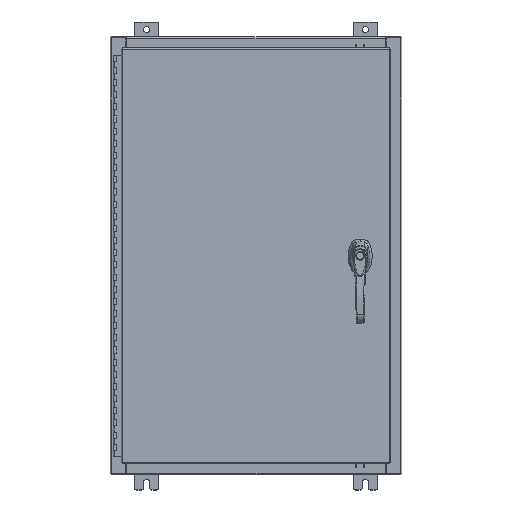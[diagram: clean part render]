
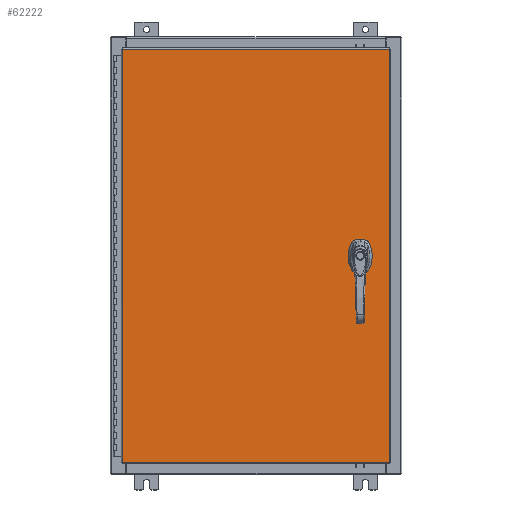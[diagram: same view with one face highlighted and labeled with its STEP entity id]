
A CAD part, top view. The second image highlights one B-rep face of the part: STEP entity #62222.
In plain terms, the highlighted planar face has unit normal (0, 0, 1).
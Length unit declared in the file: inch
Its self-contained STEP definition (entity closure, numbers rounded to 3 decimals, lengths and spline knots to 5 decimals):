
#11 = EDGE_CURVE ( 'NONE', #7998, #93115, #110908, .T. ) ;
#351 = EDGE_CURVE ( 'NONE', #122092, #117305, #43129, .T. ) ;
#975 = CARTESIAN_POINT ( 'NONE',  ( 8.175, -0.20023, 0. ) ) ;
#3001 = CARTESIAN_POINT ( 'NONE',  ( 8.77823, -0.403, 0. ) ) ;
#3919 = DIRECTION ( 'NONE',  ( -1., 0., 0. ) ) ;
#7465 = CIRCLE ( 'NONE', #8521, 0.45 ) ;
#7642 = EDGE_CURVE ( 'NONE', #115128, #91532, #14307, .T. ) ;
#7685 = CIRCLE ( 'NONE', #31476, 0.45 ) ;
#7998 = VERTEX_POINT ( 'NONE', #32029 ) ;
#8025 = CARTESIAN_POINT ( 'NONE',  ( -10.9903, -17.0063, 0. ) ) ;
#8521 = AXIS2_PLACEMENT_3D ( 'NONE', #36476, #102349, #45942 ) ;
#8564 = DIRECTION ( 'NONE',  ( 0., 0., 1. ) ) ;
#11053 = VERTEX_POINT ( 'NONE', #23682 ) ;
#11772 = DIRECTION ( 'NONE',  ( 0., -1., 0. ) ) ;
#12650 = CARTESIAN_POINT ( 'NONE',  ( 8.37777, -0.403, 0. ) ) ;
#14297 = EDGE_CURVE ( 'NONE', #35164, #35929, #7465, .T. ) ;
#14307 = LINE ( 'NONE', #30699, #61341 ) ;
#15648 = ORIENTED_EDGE ( 'NONE', *, *, #54053, .T. ) ;
#16218 = CARTESIAN_POINT ( 'NONE',  ( 8.981, 0., 0. ) ) ;
#16937 = FACE_BOUND ( 'NONE', #95729, .T. ) ;
#17223 = LINE ( 'NONE', #16218, #64242 ) ;
#17722 = EDGE_LOOP ( 'NONE', ( #84434, #110375 ) ) ;
#19656 = LINE ( 'NONE', #26519, #116760 ) ;
#19740 = LINE ( 'NONE', #86904, #116836 ) ;
#20950 = EDGE_CURVE ( 'NONE', #24269, #122092, #44202, .T. ) ;
#22829 = FACE_BOUND ( 'NONE', #17722, .T. ) ;
#23682 = CARTESIAN_POINT ( 'NONE',  ( 8.981, 0.20023, 0. ) ) ;
#24269 = VERTEX_POINT ( 'NONE', #98482 ) ;
#24667 = DIRECTION ( 'NONE',  ( 0., 0., 1. ) ) ;
#26009 = EDGE_CURVE ( 'NONE', #93115, #7998, #105433, .T. ) ;
#26519 = CARTESIAN_POINT ( 'NONE',  ( -10.9903, -17.0063, 0. ) ) ;
#30582 = DIRECTION ( 'NONE',  ( 0., -1., 0. ) ) ;
#30699 = CARTESIAN_POINT ( 'NONE',  ( 8.175, 0., 0. ) ) ;
#30906 = AXIS2_PLACEMENT_3D ( 'NONE', #97737, #60205, #3919 ) ;
#31067 = DIRECTION ( 'NONE',  ( 0., 0., 1. ) ) ;
#31476 = AXIS2_PLACEMENT_3D ( 'NONE', #80979, #24667, #90502 ) ;
#31874 = ORIENTED_EDGE ( 'NONE', *, *, #100029, .T. ) ;
#31938 = CIRCLE ( 'NONE', #62597, 0.45 ) ;
#32029 = CARTESIAN_POINT ( 'NONE',  ( 8.7495, -1.338, 0. ) ) ;
#33546 = AXIS2_PLACEMENT_3D ( 'NONE', #63474, #63059, #62660 ) ;
#35164 = VERTEX_POINT ( 'NONE', #3001 ) ;
#35929 = VERTEX_POINT ( 'NONE', #39808 ) ;
#36093 = CARTESIAN_POINT ( 'NONE',  ( 0., -0.403, 0. ) ) ;
#36476 = CARTESIAN_POINT ( 'NONE',  ( 8.578, 0., 0. ) ) ;
#37852 = CARTESIAN_POINT ( 'NONE',  ( 8.578, 0., 0. ) ) ;
#39778 = ORIENTED_EDGE ( 'NONE', *, *, #103309, .F. ) ;
#39808 = CARTESIAN_POINT ( 'NONE',  ( 8.981, -0.20023, 0. ) ) ;
#39982 = CARTESIAN_POINT ( 'NONE',  ( 10.9903, 17.0063, 0. ) ) ;
#40190 = CARTESIAN_POINT ( 'NONE',  ( 0., 0.403, 0. ) ) ;
#41830 = EDGE_CURVE ( 'NONE', #88134, #115128, #97332, .T. ) ;
#43129 = LINE ( 'NONE', #83926, #112325 ) ;
#44202 = LINE ( 'NONE', #60151, #91327 ) ;
#45532 = DIRECTION ( 'NONE',  ( 1., 0., 0. ) ) ;
#45942 = DIRECTION ( 'NONE',  ( 1., 0., 0. ) ) ;
#47156 = LINE ( 'NONE', #36093, #69231 ) ;
#47296 = DIRECTION ( 'NONE',  ( 1., 0., 0. ) ) ;
#47751 = EDGE_CURVE ( 'NONE', #11053, #35929, #17223, .T. ) ;
#48137 = CARTESIAN_POINT ( 'NONE',  ( 8.37777, 0.403, 0. ) ) ;
#48306 = VERTEX_POINT ( 'NONE', #8025 ) ;
#50773 = PLANE ( 'NONE',  #30906 ) ;
#54053 = EDGE_CURVE ( 'NONE', #48306, #24269, #19656, .T. ) ;
#54819 = ORIENTED_EDGE ( 'NONE', *, *, #41830, .F. ) ;
#55661 = ORIENTED_EDGE ( 'NONE', *, *, #14297, .F. ) ;
#60151 = CARTESIAN_POINT ( 'NONE',  ( 10.9903, -17.0063, 0. ) ) ;
#60205 = DIRECTION ( 'NONE',  ( 0., 0., -1. ) ) ;
#61006 = FACE_OUTER_BOUND ( 'NONE', #94578, .T. ) ;
#61341 = VECTOR ( 'NONE', #11772, 39.37008 ) ;
#62222 = ADVANCED_FACE ( 'NONE', ( #22829, #61006, #16937 ), #50773, .F. ) ;
#62597 = AXIS2_PLACEMENT_3D ( 'NONE', #64872, #8564, #74339 ) ;
#62660 = DIRECTION ( 'NONE',  ( 1., 0., 0. ) ) ;
#63059 = DIRECTION ( 'NONE',  ( 0., 0., 1. ) ) ;
#63474 = CARTESIAN_POINT ( 'NONE',  ( 8.578, -1.338, 0. ) ) ;
#64242 = VECTOR ( 'NONE', #82001, 39.37008 ) ;
#64718 = EDGE_CURVE ( 'NONE', #70136, #88134, #101907, .T. ) ;
#64872 = CARTESIAN_POINT ( 'NONE',  ( 8.578, 0., 0. ) ) ;
#68701 = ORIENTED_EDGE ( 'NONE', *, *, #64718, .F. ) ;
#69076 = AXIS2_PLACEMENT_3D ( 'NONE', #87411, #31067, #96888 ) ;
#69231 = VECTOR ( 'NONE', #45532, 39.37008 ) ;
#69751 = CARTESIAN_POINT ( 'NONE',  ( -10.9903, 17.0063, 0. ) ) ;
#70007 = AXIS2_PLACEMENT_3D ( 'NONE', #37852, #103705, #47296 ) ;
#70136 = VERTEX_POINT ( 'NONE', #88296 ) ;
#72170 = ORIENTED_EDGE ( 'NONE', *, *, #20950, .T. ) ;
#73876 = VECTOR ( 'NONE', #96595, 39.37008 ) ;
#74339 = DIRECTION ( 'NONE',  ( 1., 0., 0. ) ) ;
#74851 = ORIENTED_EDGE ( 'NONE', *, *, #7642, .F. ) ;
#77212 = ORIENTED_EDGE ( 'NONE', *, *, #86223, .F. ) ;
#80979 = CARTESIAN_POINT ( 'NONE',  ( 8.578, 0., 0. ) ) ;
#82001 = DIRECTION ( 'NONE',  ( 0., -1., 0. ) ) ;
#82813 = CARTESIAN_POINT ( 'NONE',  ( 8.175, 0.20023, 0. ) ) ;
#83926 = CARTESIAN_POINT ( 'NONE',  ( 10.9903, 17.0063, 0. ) ) ;
#84434 = ORIENTED_EDGE ( 'NONE', *, *, #11, .F. ) ;
#86223 = EDGE_CURVE ( 'NONE', #91532, #110894, #7685, .T. ) ;
#86904 = CARTESIAN_POINT ( 'NONE',  ( -10.9903, 17.0063, 0. ) ) ;
#87411 = CARTESIAN_POINT ( 'NONE',  ( 8.578, -1.338, 0. ) ) ;
#88134 = VERTEX_POINT ( 'NONE', #48137 ) ;
#88296 = CARTESIAN_POINT ( 'NONE',  ( 8.77823, 0.403, 0. ) ) ;
#88862 = CARTESIAN_POINT ( 'NONE',  ( 8.4065, -1.338, 0. ) ) ;
#90502 = DIRECTION ( 'NONE',  ( 1., 0., 0. ) ) ;
#91327 = VECTOR ( 'NONE', #97681, 39.37008 ) ;
#91532 = VERTEX_POINT ( 'NONE', #975 ) ;
#92310 = DIRECTION ( 'NONE',  ( 1., 0., 0. ) ) ;
#93115 = VERTEX_POINT ( 'NONE', #88862 ) ;
#93352 = EDGE_CURVE ( 'NONE', #11053, #70136, #31938, .T. ) ;
#94578 = EDGE_LOOP ( 'NONE', ( #15648, #72170, #114957, #31874 ) ) ;
#95729 = EDGE_LOOP ( 'NONE', ( #115890, #55661, #39778, #77212, #74851, #54819, #68701, #103467 ) ) ;
#96595 = DIRECTION ( 'NONE',  ( -1., 0., 0. ) ) ;
#96888 = DIRECTION ( 'NONE',  ( 1., 0., 0. ) ) ;
#97332 = CIRCLE ( 'NONE', #70007, 0.45 ) ;
#97681 = DIRECTION ( 'NONE',  ( 0., 1., 0. ) ) ;
#97737 = CARTESIAN_POINT ( 'NONE',  ( 0., 0., 0. ) ) ;
#98482 = CARTESIAN_POINT ( 'NONE',  ( 10.9903, -17.0063, 0. ) ) ;
#100029 = EDGE_CURVE ( 'NONE', #117305, #48306, #19740, .T. ) ;
#101907 = LINE ( 'NONE', #40190, #73876 ) ;
#102349 = DIRECTION ( 'NONE',  ( 0., 0., 1. ) ) ;
#103309 = EDGE_CURVE ( 'NONE', #110894, #35164, #47156, .T. ) ;
#103467 = ORIENTED_EDGE ( 'NONE', *, *, #93352, .F. ) ;
#103705 = DIRECTION ( 'NONE',  ( 0., 0., 1. ) ) ;
#105433 = CIRCLE ( 'NONE', #69076, 0.1715 ) ;
#107125 = DIRECTION ( 'NONE',  ( -1., 0., 0. ) ) ;
#110375 = ORIENTED_EDGE ( 'NONE', *, *, #26009, .F. ) ;
#110894 = VERTEX_POINT ( 'NONE', #12650 ) ;
#110908 = CIRCLE ( 'NONE', #33546, 0.1715 ) ;
#112325 = VECTOR ( 'NONE', #107125, 39.37008 ) ;
#114957 = ORIENTED_EDGE ( 'NONE', *, *, #351, .T. ) ;
#115128 = VERTEX_POINT ( 'NONE', #82813 ) ;
#115890 = ORIENTED_EDGE ( 'NONE', *, *, #47751, .T. ) ;
#116760 = VECTOR ( 'NONE', #92310, 39.37008 ) ;
#116836 = VECTOR ( 'NONE', #30582, 39.37008 ) ;
#117305 = VERTEX_POINT ( 'NONE', #69751 ) ;
#122092 = VERTEX_POINT ( 'NONE', #39982 ) ;
